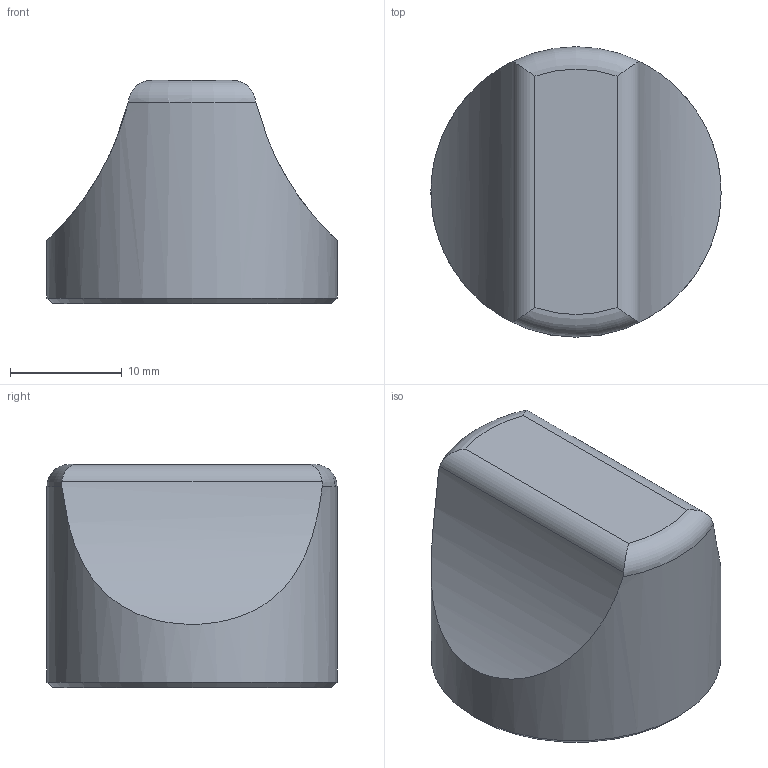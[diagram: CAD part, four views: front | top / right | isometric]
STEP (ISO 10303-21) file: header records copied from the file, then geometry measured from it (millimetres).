
FILE_DESCRIPTION(('FreeCAD Model'),'2;1');
FILE_NAME('Open CASCADE Shape Model','2024-03-07T20:39:59',(''),(''), 'Open CASCADE STEP processor 7.6','Ondsel','Unknown');
FILE_SCHEMA(('AUTOMOTIVE_DESIGN { 1 0 10303 214 1 1 1 1 }'));
Length unit declared in the file: millimetre
Products named in the file (1): Body
Bounding box: 26 x 26 x 20 mm (x, y, z)
Volume: 8062.2 mm3; surface area: 2780.1 mm2
Topology: 1 solids, 1 shells, 26 faces, 70 edges, 47 vertices
Faces by surface type: cylinder 13, plane 9, cone 2, torus 2
Full cylindrical faces by diameter (mm): 26 x1
Entity records: 1123 total; most frequent: CARTESIAN_POINT 440, ORIENTED_EDGE 140, DIRECTION 138, EDGE_CURVE 70, AXIS2_PLACEMENT_3D 52, VERTEX_POINT 47, LINE 34, VECTOR 34
